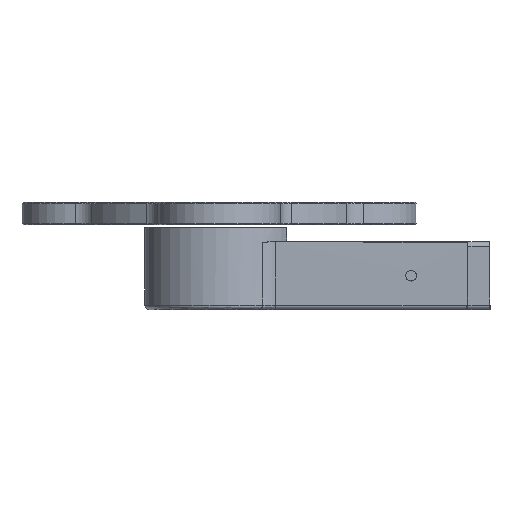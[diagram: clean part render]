
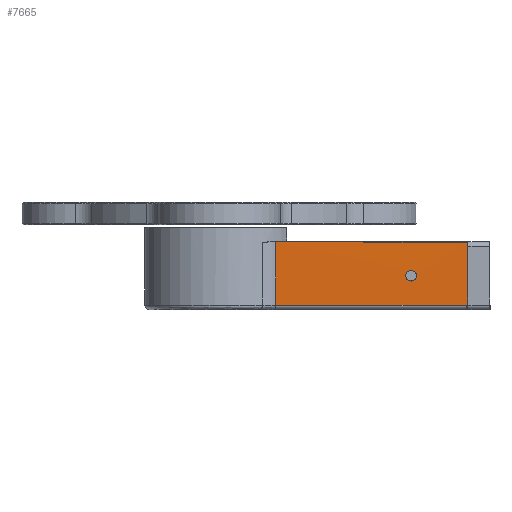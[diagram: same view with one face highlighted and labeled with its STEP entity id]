
A CAD part, left-side view. The second image highlights one B-rep face of the part: STEP entity #7665.
In plain terms, the highlighted planar face has unit normal (1, 0, 0).
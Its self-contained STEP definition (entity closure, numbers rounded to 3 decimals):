
#185 = CARTESIAN_POINT ( 'NONE',  ( -60.124, -23.832, 148.25 ) ) ;
#373 = CARTESIAN_POINT ( 'NONE',  ( -60.024, -48.732, 135.25 ) ) ;
#1367 = VECTOR ( 'NONE', #10233, 1000. ) ;
#1384 = EDGE_CURVE ( 'NONE', #3230, #3230, #14807, .T. ) ;
#2240 = FACE_OUTER_BOUND ( 'NONE', #4677, .T. ) ;
#2331 = LINE ( 'NONE', #5836, #1367 ) ;
#2499 = PLANE ( 'NONE',  #12590 ) ;
#2863 = EDGE_CURVE ( 'NONE', #3831, #7369, #10370, .T. ) ;
#3230 = VERTEX_POINT ( 'NONE', #11041 ) ;
#3350 = DIRECTION ( 'NONE',  ( 0., 1., 0. ) ) ;
#3383 = VERTEX_POINT ( 'NONE', #12696 ) ;
#3704 = DIRECTION ( 'NONE',  ( 0., 0., -1. ) ) ;
#3776 = DIRECTION ( 'NONE',  ( 0., 0., 1. ) ) ;
#3831 = VERTEX_POINT ( 'NONE', #373 ) ;
#4677 = EDGE_LOOP ( 'NONE', ( #6945, #13900, #9573, #12775 ) ) ;
#5274 = VECTOR ( 'NONE', #3350, 1000. ) ;
#5481 = DIRECTION ( 'NONE',  ( -1., 0., 0. ) ) ;
#5836 = CARTESIAN_POINT ( 'NONE',  ( -60.124, 36.188, 138.25 ) ) ;
#6293 = ORIENTED_EDGE ( 'NONE', *, *, #1384, .T. ) ;
#6906 = EDGE_CURVE ( 'NONE', #3383, #7369, #16648, .T. ) ;
#6945 = ORIENTED_EDGE ( 'NONE', *, *, #6906, .T. ) ;
#7347 = CARTESIAN_POINT ( 'NONE',  ( -60.124, -48.832, 135.25 ) ) ;
#7369 = VERTEX_POINT ( 'NONE', #16844 ) ;
#7665 = ADVANCED_FACE ( 'NONE', ( #2240, #15602 ), #2499, .T. ) ;
#7795 = CARTESIAN_POINT ( 'NONE',  ( -60.124, -48.832, 138.25 ) ) ;
#7860 = VECTOR ( 'NONE', #9970, 1000. ) ;
#7907 = VERTEX_POINT ( 'NONE', #15683 ) ;
#8495 = CARTESIAN_POINT ( 'NONE',  ( -60.124, -48.832, 163.25 ) ) ;
#9389 = DIRECTION ( 'NONE',  ( 0., 0., 1. ) ) ;
#9391 = VECTOR ( 'NONE', #3776, 1000. ) ;
#9573 = ORIENTED_EDGE ( 'NONE', *, *, #15920, .T. ) ;
#9970 = DIRECTION ( 'NONE',  ( 0., -1., 0. ) ) ;
#10233 = DIRECTION ( 'NONE',  ( 0., 0., 1. ) ) ;
#10370 = LINE ( 'NONE', #15671, #9391 ) ;
#11041 = CARTESIAN_POINT ( 'NONE',  ( -60.124, -23.832, 150.6 ) ) ;
#12315 = EDGE_LOOP ( 'NONE', ( #6293 ) ) ;
#12328 = AXIS2_PLACEMENT_3D ( 'NONE', #185, #5481, #9389 ) ;
#12590 = AXIS2_PLACEMENT_3D ( 'NONE', #7795, #12932, #3704 ) ;
#12696 = CARTESIAN_POINT ( 'NONE',  ( -60.124, 36.188, 163.25 ) ) ;
#12775 = ORIENTED_EDGE ( 'NONE', *, *, #15497, .T. ) ;
#12932 = DIRECTION ( 'NONE',  ( 1., 0., 0. ) ) ;
#13900 = ORIENTED_EDGE ( 'NONE', *, *, #2863, .F. ) ;
#14807 = CIRCLE ( 'NONE', #12328, 2.35 ) ;
#15497 = EDGE_CURVE ( 'NONE', #7907, #3383, #2331, .T. ) ;
#15602 = FACE_BOUND ( 'NONE', #12315, .T. ) ;
#15671 = CARTESIAN_POINT ( 'NONE',  ( -60.124, -48.832, 138.25 ) ) ;
#15683 = CARTESIAN_POINT ( 'NONE',  ( -60.124, 36.188, 135.25 ) ) ;
#15920 = EDGE_CURVE ( 'NONE', #3831, #7907, #16115, .T. ) ;
#16115 = LINE ( 'NONE', #7347, #5274 ) ;
#16648 = LINE ( 'NONE', #8495, #7860 ) ;
#16844 = CARTESIAN_POINT ( 'NONE',  ( -60.024, -48.732, 163.15 ) ) ;
